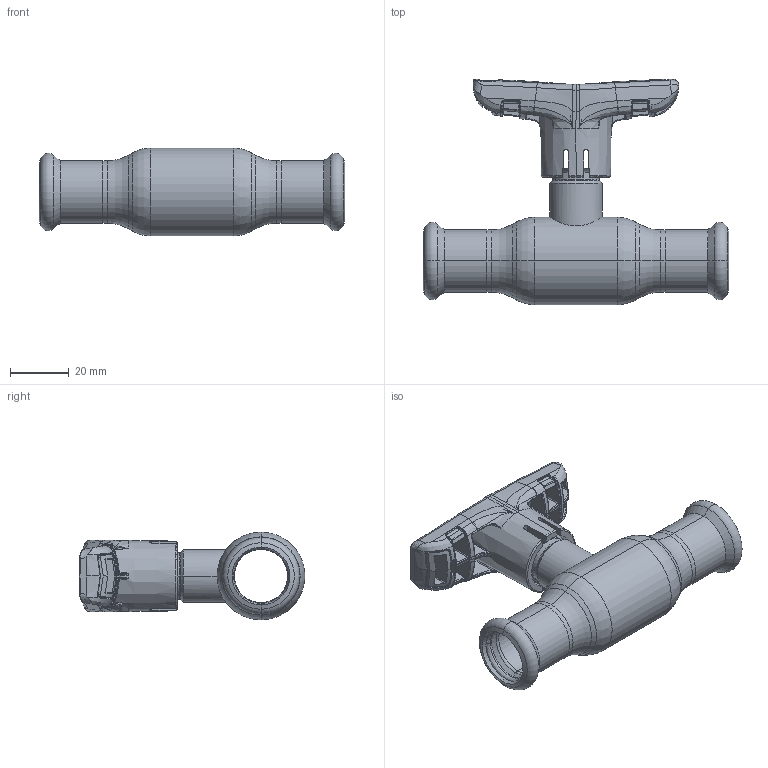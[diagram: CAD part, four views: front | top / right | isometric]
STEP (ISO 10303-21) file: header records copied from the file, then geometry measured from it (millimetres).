
FILE_DESCRIPTION (( 'STEP AP214' ), '1' );
FILE_NAME ('2015000100-0400.step', '2024-01-11T10:56:08', ( '' ), ( '' ), 'SwSTEP 2.0', 'SolidWorks 2021', '' );
FILE_SCHEMA (( 'AUTOMOTIVE_DESIGN' ));
Length unit declared in the file: millimetre
Products named in the file (1): 2015000100-0400
Bounding box: 104.6 x 77.19 x 30 mm (x, y, z)
Surface area: 22383.8 mm2 (no closed solid volume)
Topology: 0 solids, 8 shells, 750 faces, 2194 edges, 1368 vertices
Faces by surface type: bspline 596, plane 47, cylinder 34, cone 31, torus 25, sphere 17
Entity records: 57663 total; most frequent: CARTESIAN_POINT 34871, ORIENTED_EDGE 3856, EDGE_CURVE 2178, DIRECTION 1500, B_SPLINE_CURVE_WITH_KNOTS 1492, VERTEX_POINT 1364, EDGE_LOOP 756, UNCERTAINTY_MEASURE_WITH_UNIT 752
